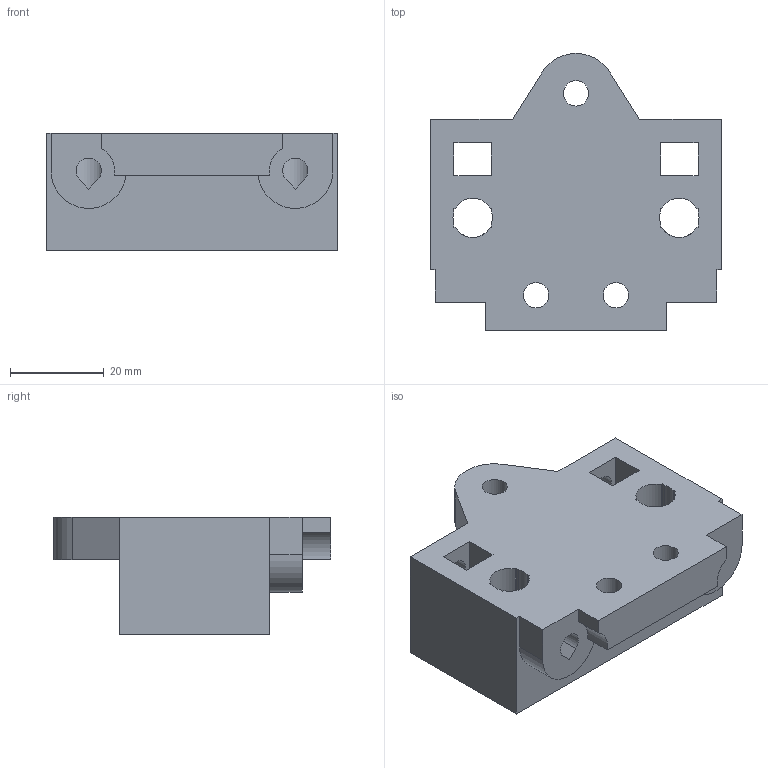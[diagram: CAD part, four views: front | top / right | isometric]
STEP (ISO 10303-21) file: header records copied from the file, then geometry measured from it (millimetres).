
FILE_DESCRIPTION( ( 'Unknown' ), '1' );
FILE_NAME( 'X-idler-bracket.stp', 'Unknown', ( 'Ed Sells' ), ( 'University of Bath' ), 'XStep 1.0', 'Solid Edge v19', ' ' );
FILE_SCHEMA( ( 'CONFIG_CONTROL_DESIGN' ) );
Length unit declared in the file: millimetre
Products named in the file (1): 1
Bounding box: 62 x 59 x 25 mm (x, y, z)
Volume: 39677.2 mm3; surface area: 16474 mm2
Topology: 1 solids, 1 shells, 168 faces, 484 edges, 323 vertices
Faces by surface type: plane 110, cylinder 58
Full cylindrical faces by diameter (mm): 5.4 x3
Entity records: 5624 total; most frequent: CARTESIAN_POINT 1017, ORIENTED_EDGE 960, DIRECTION 934, EDGE_CURVE 480, LINE 344, VECTOR 344, VERTEX_POINT 322, AXIS2_PLACEMENT_3D 295
